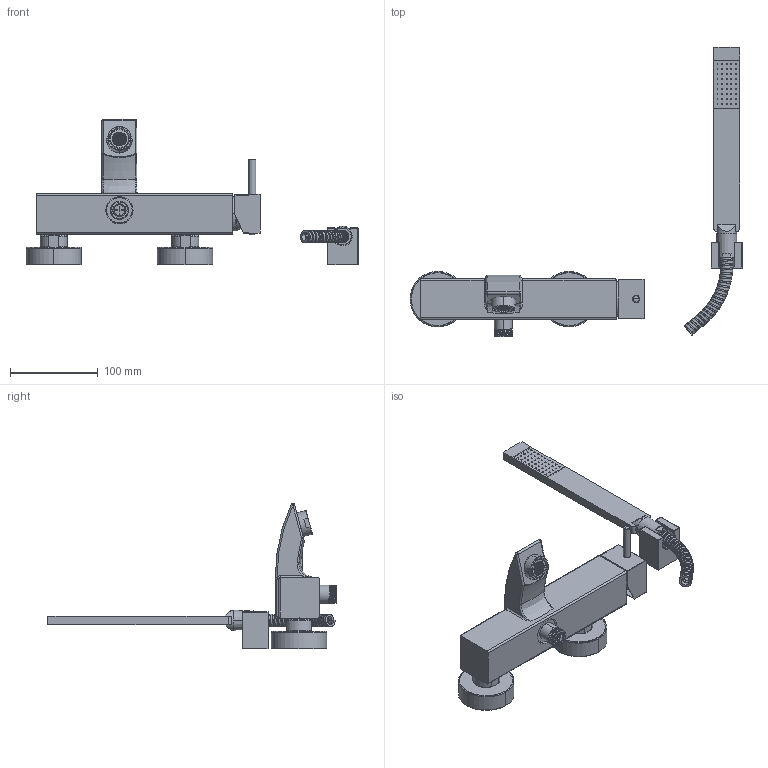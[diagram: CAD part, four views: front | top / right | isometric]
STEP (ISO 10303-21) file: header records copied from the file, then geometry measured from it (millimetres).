
FILE_DESCRIPTION((''),'2;1');
FILE_NAME('LEA026CR','2021-11-03T10:26:42',('ut3'),('PAFFONI SpA'),'CREO PARAMETRIC BY PTC INC, 2020044','CREO PARAMETRIC BY PTC INC, 2020044','');
FILE_SCHEMA(('CONFIG_CONTROL_DESIGN','SHAPE_APPEARANCE_LAYERS_GROUPS'));
Products named in the file (1): LEA026CR
Bounding box: 379.25 x 331.14 x 166.24 mm (x, y, z)
Volume: 433254.8 mm3; surface area: 253055.1 mm2
Topology: 4 solids, 4 shells, 3322 faces, 9294 edges, 6041 vertices
Faces by surface type: plane 2534, cylinder 448, cone 126, torus 120, bspline 62, sphere 32
Entity records: 165936 total; most frequent: CARTESIAN_POINT 54000, ORIENTED_EDGE 18554, DIRECTION 17580, EDGE_CURVE 9277, VECTOR 6374, LINE 6374, VERTEX_POINT 6040, AXIS2_PLACEMENT_3D 5603
